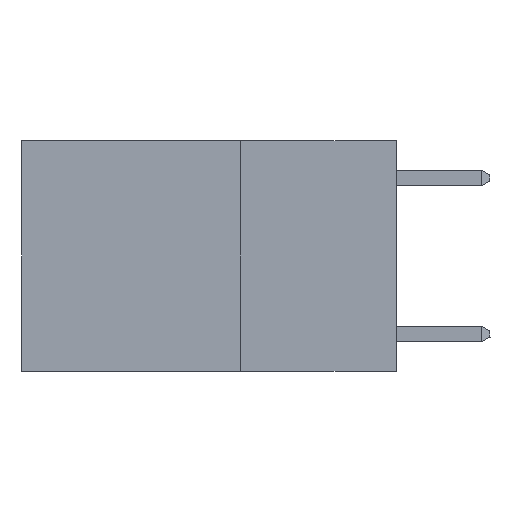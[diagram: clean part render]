
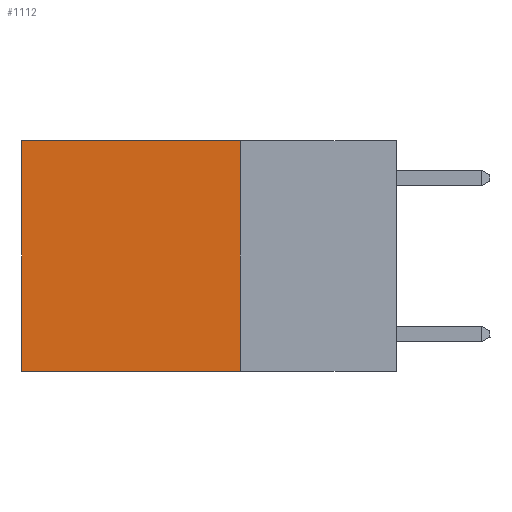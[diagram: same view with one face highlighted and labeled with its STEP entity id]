
A CAD part, left-side view. The second image highlights one B-rep face of the part: STEP entity #1112.
In plain terms, the highlighted planar face has unit normal (-1, 0, 0).
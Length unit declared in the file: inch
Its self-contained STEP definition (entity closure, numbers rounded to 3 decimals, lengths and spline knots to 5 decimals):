
#336 = EDGE_CURVE ( 'NONE', #6585, #4404, #6752, .T. ) ;
#762 = VECTOR ( 'NONE', #1437, 39.37008 ) ;
#947 = EDGE_LOOP ( 'NONE', ( #12395, #12241, #4190, #4769 ) ) ;
#1112 = ADVANCED_FACE ( 'NONE', ( #11719 ), #8607, .F. ) ;
#1437 = DIRECTION ( 'NONE',  ( 0., 0., -1. ) ) ;
#1535 = DIRECTION ( 'NONE',  ( 0., 1., 0. ) ) ;
#4117 = CARTESIAN_POINT ( 'NONE',  ( 0.2625, 0.6, -0.37 ) ) ;
#4190 = ORIENTED_EDGE ( 'NONE', *, *, #9943, .F. ) ;
#4404 = VERTEX_POINT ( 'NONE', #4117 ) ;
#4769 = ORIENTED_EDGE ( 'NONE', *, *, #6304, .T. ) ;
#4776 = AXIS2_PLACEMENT_3D ( 'NONE', #6224, #13027, #13980 ) ;
#4903 = CARTESIAN_POINT ( 'NONE',  ( 0.2625, 0.6, 0. ) ) ;
#5342 = CARTESIAN_POINT ( 'NONE',  ( 0.2625, 0.25, 0. ) ) ;
#5719 = DIRECTION ( 'NONE',  ( 0., 0., -1. ) ) ;
#5765 = CARTESIAN_POINT ( 'NONE',  ( 0.2625, 0.25, -0.37 ) ) ;
#6224 = CARTESIAN_POINT ( 'NONE',  ( 0.2625, 0.25, 0. ) ) ;
#6304 = EDGE_CURVE ( 'NONE', #8069, #6585, #11449, .T. ) ;
#6585 = VERTEX_POINT ( 'NONE', #4903 ) ;
#6752 = LINE ( 'NONE', #14342, #11278 ) ;
#7033 = CARTESIAN_POINT ( 'NONE',  ( 0.2625, 0.25, 0. ) ) ;
#7177 = LINE ( 'NONE', #7033, #762 ) ;
#7411 = LINE ( 'NONE', #14200, #13939 ) ;
#7476 = DIRECTION ( 'NONE',  ( 0., 1., 0. ) ) ;
#7652 = EDGE_CURVE ( 'NONE', #9215, #4404, #7411, .T. ) ;
#8069 = VERTEX_POINT ( 'NONE', #5342 ) ;
#8607 = PLANE ( 'NONE',  #4776 ) ;
#9215 = VERTEX_POINT ( 'NONE', #5765 ) ;
#9943 = EDGE_CURVE ( 'NONE', #8069, #9215, #7177, .T. ) ;
#10014 = VECTOR ( 'NONE', #1535, 39.37008 ) ;
#11278 = VECTOR ( 'NONE', #5719, 39.37008 ) ;
#11449 = LINE ( 'NONE', #12400, #10014 ) ;
#11719 = FACE_OUTER_BOUND ( 'NONE', #947, .T. ) ;
#12241 = ORIENTED_EDGE ( 'NONE', *, *, #7652, .F. ) ;
#12395 = ORIENTED_EDGE ( 'NONE', *, *, #336, .T. ) ;
#12400 = CARTESIAN_POINT ( 'NONE',  ( 0.2625, 0.25, 0. ) ) ;
#13027 = DIRECTION ( 'NONE',  ( 1., 0., 0. ) ) ;
#13939 = VECTOR ( 'NONE', #7476, 39.37008 ) ;
#13980 = DIRECTION ( 'NONE',  ( 0., 0., -1. ) ) ;
#14200 = CARTESIAN_POINT ( 'NONE',  ( 0.2625, 0.25, -0.37 ) ) ;
#14342 = CARTESIAN_POINT ( 'NONE',  ( 0.2625, 0.6, 0. ) ) ;
